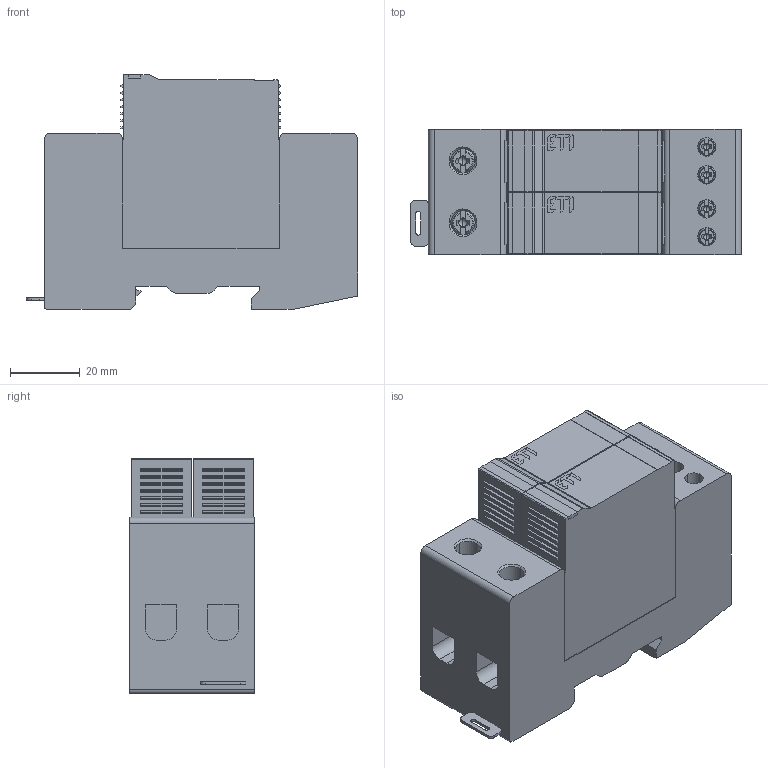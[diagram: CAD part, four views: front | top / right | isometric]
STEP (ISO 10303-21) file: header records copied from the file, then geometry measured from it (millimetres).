
FILE_DESCRIPTION((''),'2;1');
FILE_NAME('ETITEC_V_2T3_4_0_ASM','2021-02-01T',('marketing.praksa'),('Audax d.o.o.'),'CREO PARAMETRIC BY PTC INC, 2017480','CREO PARAMETRIC BY PTC INC, 2017480','');
FILE_SCHEMA(('AUTOMOTIVE_DESIGN { 1 0 10303 214 1 1 1 1 }'));
Products named in the file (33): ETITEC_V_2T2_44020_4_0_ETI_1__2; ETITEC_V2T2_2_0_1_1_2_1_1_2__11; ETITEC_V2T2_2_0_1_1_2_1_1_2__13; ETITEC_V2T2_2_0_1_1_2_1_1_2__14; ETITEC_V2T2_2_0_1_1_2_1_1_2__12_ASM; ASM0091_ASM_1_1_2_ASM_1_1_2_ASM; ASM0095_ASM_1_1_2_ASM; PRT0025_1_1_2; PRT0026_1_1_2; PRT0027_1_1_2; PRT0028_1_1_2; PRT0030_1_1_2; PRT0031_1_1_2; ETITEC_V2T2_2_0_1_1_1_1_1_1_2_3; PRT0020_1_1_1_1_2_3; TMP_DWG_65_1_1_1_2_1_2_3_1___10; TMP_DWG_65_1_2_1_2_1_2_3_1___10; TMP_DWG_65_1_3_1_2_1_2_3_1___10; ASM0011_1_2_3_4_ASM_1_1_ASM_1_2_ASM; ASM0090_ASM_1_1_ASM_1_1_2_ASM; ASM0087_ASM_1_1_ASM_1_1_2_ASM; ASM0096_ASM_1_1_2_ASM; ETITEC_V2T2_2_0_1_1_1_1_2_1_1_2; PRT0020_1_1_2_1_1_2; TMP_DWG_65_1_1_1_2_1_2_3_1___11; TMP_DWG_65_1_2_1_2_1_2_3_1___11; TMP_DWG_65_1_3_1_2_1_2_3_1___11; ASM0011_1_2_3_4_ASM_1_1_2_ASM_3_ASM; ASM0090_ASM_1_1_2_ASM_1_1_2_ASM; ASM0087_ASM_1_1_2_ASM_1_1_2_ASM; ASM0097_ASM_1_1_2_ASM; ASM0094_ASM_1_1_2_ASM; ETITEC_V_2T3_4_0_ASM
Assembly tree (32 placements, depth 7):
  ETITEC_V_2T3_4_0_ASM
    ASM0094_ASM_1_1_2_ASM
      ETITEC_V_2T2_44020_4_0_ETI_1__2
      ASM0095_ASM_1_1_2_ASM
        ASM0091_ASM_1_1_2_ASM_1_1_2_ASM
          ETITEC_V2T2_2_0_1_1_2_1_1_2__12_ASM
            ETITEC_V2T2_2_0_1_1_2_1_1_2__11
            ETITEC_V2T2_2_0_1_1_2_1_1_2__13
            ETITEC_V2T2_2_0_1_1_2_1_1_2__14
      PRT0025_1_1_2
      PRT0026_1_1_2
      PRT0027_1_1_2
      PRT0028_1_1_2
      PRT0030_1_1_2
      PRT0031_1_1_2
      ASM0096_ASM_1_1_2_ASM
        ASM0087_ASM_1_1_ASM_1_1_2_ASM
          ETITEC_V2T2_2_0_1_1_1_1_1_1_2_3
          PRT0020_1_1_1_1_2_3
          ASM0090_ASM_1_1_ASM_1_1_2_ASM
            ASM0011_1_2_3_4_ASM_1_1_ASM_1_2_ASM
              TMP_DWG_65_1_1_1_2_1_2_3_1___10
              TMP_DWG_65_1_2_1_2_1_2_3_1___10
              TMP_DWG_65_1_3_1_2_1_2_3_1___10
      ASM0097_ASM_1_1_2_ASM
        ASM0087_ASM_1_1_2_ASM_1_1_2_ASM
          ETITEC_V2T2_2_0_1_1_1_1_2_1_1_2
          PRT0020_1_1_2_1_1_2
          ASM0090_ASM_1_1_2_ASM_1_1_2_ASM
            ASM0011_1_2_3_4_ASM_1_1_2_ASM_3_ASM
              TMP_DWG_65_1_1_1_2_1_2_3_1___11
              TMP_DWG_65_1_2_1_2_1_2_3_1___11
              TMP_DWG_65_1_3_1_2_1_2_3_1___11
Bounding box: 95.08 x 36 x 67.4 mm (x, y, z)
Volume: 171703.7 mm3; surface area: 39683.7 mm2
Topology: 20 solids, 20 shells, 720 faces, 1883 edges, 1237 vertices
Faces by surface type: plane 438, cylinder 170, cone 52, bspline 24, torus 24, sphere 12
Entity records: 32025 total; most frequent: CARTESIAN_POINT 6421, DIRECTION 3778, ORIENTED_EDGE 3742, PRESENTATION_STYLE_ASSIGNMENT 1930, STYLED_ITEM 1930, CURVE_STYLE 1871, EDGE_CURVE 1871, AXIS2_PLACEMENT_3D 1319
